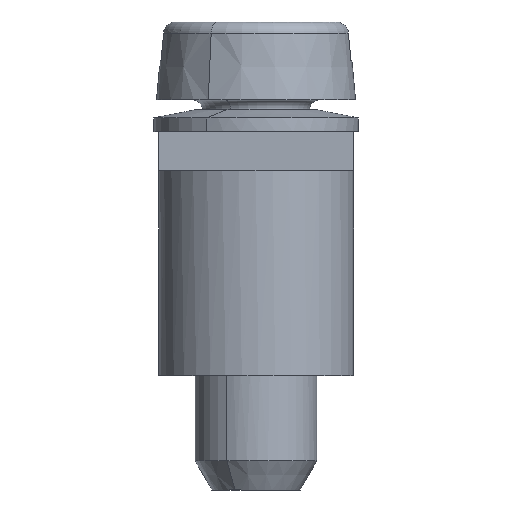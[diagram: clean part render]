
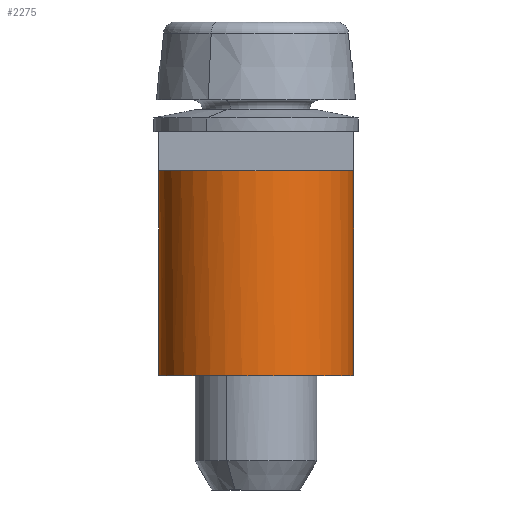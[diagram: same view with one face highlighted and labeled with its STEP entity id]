
A CAD part, left-side view. The second image highlights one B-rep face of the part: STEP entity #2275.
In plain terms, the highlighted cylindrical face has radius 2 mm (diameter 4 mm), a partial arc.
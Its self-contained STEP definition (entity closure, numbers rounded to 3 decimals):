
#2212=AXIS2_PLACEMENT_3D('Circle Axis2P3D',#2210,#2211,$) ;
#2219=AXIS2_PLACEMENT_3D('Circle Axis2P3D',#2217,#2218,$) ;
#2234=AXIS2_PLACEMENT_3D('Cylinder Axis2P3D',#2231,#2232,#2233) ;
#2149=CARTESIAN_POINT('Line Origine',(2.4,4.097,4.448)) ;
#2153=CARTESIAN_POINT('Vertex',(2.4,4.097,6.548)) ;
#2155=CARTESIAN_POINT('Vertex',(2.4,4.097,2.348)) ;
#2207=CARTESIAN_POINT('Vertex',(2.6,4.097,2.348)) ;
#2210=CARTESIAN_POINT('Axis2P3D Location',(2.5,2.1,2.348)) ;
#2214=CARTESIAN_POINT('Vertex',(2.5,0.1,2.348)) ;
#2217=CARTESIAN_POINT('Axis2P3D Location',(2.5,2.1,2.348)) ;
#2231=CARTESIAN_POINT('Axis2P3D Location',(2.5,2.1,4.448)) ;
#2237=CARTESIAN_POINT('Control Point',(2.5,0.1,6.548)) ;
#2238=CARTESIAN_POINT('Control Point',(1.882,0.1,6.548)) ;
#2239=CARTESIAN_POINT('Control Point',(1.263,0.339,6.548)) ;
#2240=CARTESIAN_POINT('Control Point',(0.77,0.82,6.548)) ;
#2241=CARTESIAN_POINT('Control Point',(0.262,2.044,6.548)) ;
#2242=CARTESIAN_POINT('Control Point',(0.709,3.292,6.548)) ;
#2243=CARTESIAN_POINT('Control Point',(1.177,3.797,6.548)) ;
#2244=CARTESIAN_POINT('Control Point',(1.782,4.067,6.548)) ;
#2245=CARTESIAN_POINT('Control Point',(2.4,4.097,6.548)) ;
#2246=CARTESIAN_POINT('Vertex',(2.5,0.1,6.548)) ;
#2249=CARTESIAN_POINT('Line Origine',(2.6,4.097,4.448)) ;
#2253=CARTESIAN_POINT('Vertex',(2.6,4.097,6.548)) ;
#2257=CARTESIAN_POINT('Control Point',(2.6,4.097,6.548)) ;
#2258=CARTESIAN_POINT('Control Point',(3.218,4.067,6.548)) ;
#2259=CARTESIAN_POINT('Control Point',(3.823,3.797,6.548)) ;
#2260=CARTESIAN_POINT('Control Point',(4.291,3.292,6.548)) ;
#2261=CARTESIAN_POINT('Control Point',(4.738,2.044,6.548)) ;
#2262=CARTESIAN_POINT('Control Point',(4.23,0.82,6.548)) ;
#2263=CARTESIAN_POINT('Control Point',(3.737,0.339,6.548)) ;
#2264=CARTESIAN_POINT('Control Point',(3.118,0.1,6.548)) ;
#2265=CARTESIAN_POINT('Control Point',(2.5,0.1,6.548)) ;
#2150=DIRECTION('Vector Direction',(0.,0.,-1.)) ;
#2211=DIRECTION('Axis2P3D Direction',(-0.,0.,-1.)) ;
#2218=DIRECTION('Axis2P3D Direction',(-0.,0.,-1.)) ;
#2232=DIRECTION('Axis2P3D Direction',(0.,0.,-1.)) ;
#2233=DIRECTION('Axis2P3D XDirection',(0.,1.,0.)) ;
#2250=DIRECTION('Vector Direction',(0.,0.,-1.)) ;
#2151=VECTOR('Line Direction',#2150,1.) ;
#2251=VECTOR('Line Direction',#2250,1.) ;
#2268=ORIENTED_EDGE('',*,*,#2248,.T.) ;
#2269=ORIENTED_EDGE('',*,*,#2157,.T.) ;
#2270=ORIENTED_EDGE('',*,*,#2221,.F.) ;
#2271=ORIENTED_EDGE('',*,*,#2216,.F.) ;
#2272=ORIENTED_EDGE('',*,*,#2255,.F.) ;
#2273=ORIENTED_EDGE('',*,*,#2266,.T.) ;
#2275=ADVANCED_FACE('VH 4.2/4/2.8 DLI.2\\Body.3',(#2274),#2235,.T.) ;
#2236=B_SPLINE_CURVE_WITH_KNOTS('',5,(#2237,#2238,#2239,#2240,#2241,#2242,#2243,#2244,#2245),.UNSPECIFIED.,.F.,.U.,(6,3,6),(-3.092,0.,3.092),.UNSPECIFIED.) ;
#2256=B_SPLINE_CURVE_WITH_KNOTS('',5,(#2257,#2258,#2259,#2260,#2261,#2262,#2263,#2264,#2265),.UNSPECIFIED.,.F.,.U.,(6,3,6),(-3.092,0.,3.092),.UNSPECIFIED.) ;
#2213=CIRCLE('generated circle',#2212,2.) ;
#2220=CIRCLE('generated circle',#2219,2.) ;
#2235=CYLINDRICAL_SURFACE('generated cylinder',#2234,2.) ;
#2157=EDGE_CURVE('',#2154,#2156,#2152,.T.) ;
#2216=EDGE_CURVE('',#2208,#2215,#2213,.T.) ;
#2221=EDGE_CURVE('',#2215,#2156,#2220,.T.) ;
#2248=EDGE_CURVE('',#2247,#2154,#2236,.T.) ;
#2255=EDGE_CURVE('',#2254,#2208,#2252,.T.) ;
#2266=EDGE_CURVE('',#2254,#2247,#2256,.T.) ;
#2267=EDGE_LOOP('',(#2268,#2269,#2270,#2271,#2272,#2273)) ;
#2274=FACE_OUTER_BOUND('',#2267,.T.) ;
#2152=LINE('Line',#2149,#2151) ;
#2252=LINE('Line',#2249,#2251) ;
#2154=VERTEX_POINT('',#2153) ;
#2156=VERTEX_POINT('',#2155) ;
#2208=VERTEX_POINT('',#2207) ;
#2215=VERTEX_POINT('',#2214) ;
#2247=VERTEX_POINT('',#2246) ;
#2254=VERTEX_POINT('',#2253) ;
